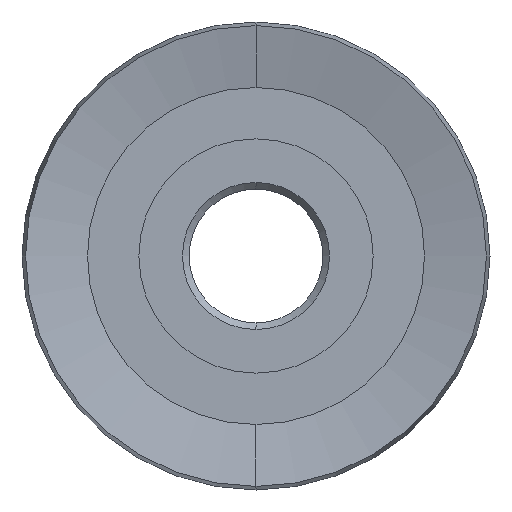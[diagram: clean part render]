
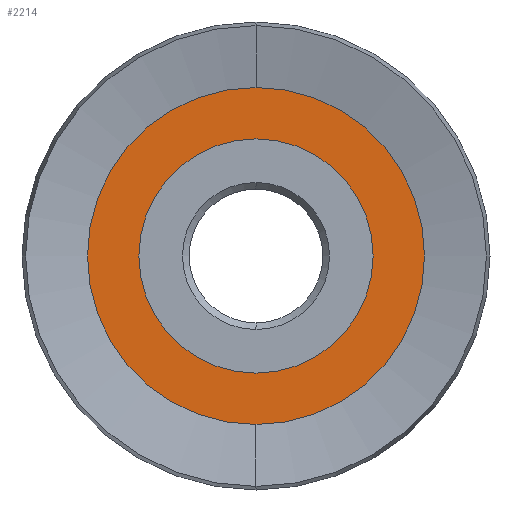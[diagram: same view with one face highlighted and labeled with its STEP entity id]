
A CAD part, left-side view. The second image highlights one B-rep face of the part: STEP entity #2214.
In plain terms, the highlighted planar face has unit normal (-1, 0, 0).
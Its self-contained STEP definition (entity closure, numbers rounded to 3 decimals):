
#15=PLANE('',#2408);
#52=FACE_BOUND('',#805,.T.);
#452=CIRCLE('',#2362,5.563);
#460=CIRCLE('',#2376,8.003);
#482=CIRCLE('',#2409,8.003);
#483=CIRCLE('',#2410,5.563);
#678=FACE_OUTER_BOUND('',#804,.T.);
#804=EDGE_LOOP('',(#1625,#1626));
#805=EDGE_LOOP('',(#1627,#1628));
#979=VERTEX_POINT('',#4865);
#980=VERTEX_POINT('',#4867);
#996=VERTEX_POINT('',#4937);
#997=VERTEX_POINT('',#4938);
#1207=EDGE_CURVE('',#979,#980,#452,.T.);
#1229=EDGE_CURVE('',#996,#997,#460,.T.);
#1271=EDGE_CURVE('',#997,#996,#482,.T.);
#1272=EDGE_CURVE('',#980,#979,#483,.T.);
#1625=ORIENTED_EDGE('',*,*,#1271,.T.);
#1626=ORIENTED_EDGE('',*,*,#1229,.T.);
#1627=ORIENTED_EDGE('',*,*,#1272,.F.);
#1628=ORIENTED_EDGE('',*,*,#1207,.F.);
#2214=ADVANCED_FACE('',(#678,#52),#15,.T.);
#2362=AXIS2_PLACEMENT_3D('',#4868,#2696,#2697);
#2376=AXIS2_PLACEMENT_3D('',#4939,#2736,#2737);
#2408=AXIS2_PLACEMENT_3D('',#5025,#2820,#2821);
#2409=AXIS2_PLACEMENT_3D('',#5026,#2822,#2823);
#2410=AXIS2_PLACEMENT_3D('',#5027,#2824,#2825);
#2696=DIRECTION('center_axis',(-1.,0.,0.));
#2697=DIRECTION('ref_axis',(0.,0.,1.));
#2736=DIRECTION('center_axis',(-1.,0.,0.));
#2737=DIRECTION('ref_axis',(0.,0.,1.));
#2820=DIRECTION('center_axis',(-1.,0.,0.));
#2821=DIRECTION('ref_axis',(0.,0.,1.));
#2822=DIRECTION('center_axis',(-1.,0.,0.));
#2823=DIRECTION('ref_axis',(0.,0.,1.));
#2824=DIRECTION('center_axis',(-1.,0.,0.));
#2825=DIRECTION('ref_axis',(0.,0.,1.));
#4865=CARTESIAN_POINT('',(0.825,0.,5.563));
#4867=CARTESIAN_POINT('',(0.825,0.,-5.563));
#4868=CARTESIAN_POINT('Origin',(0.825,0.,
0.));
#4937=CARTESIAN_POINT('',(0.825,0.,-8.003));
#4938=CARTESIAN_POINT('',(0.825,0.,8.003));
#4939=CARTESIAN_POINT('Origin',(0.825,0.,0.));
#5025=CARTESIAN_POINT('Origin',(0.825,0.,
0.));
#5026=CARTESIAN_POINT('Origin',(0.825,0.,0.));
#5027=CARTESIAN_POINT('Origin',(0.825,0.,
0.));
